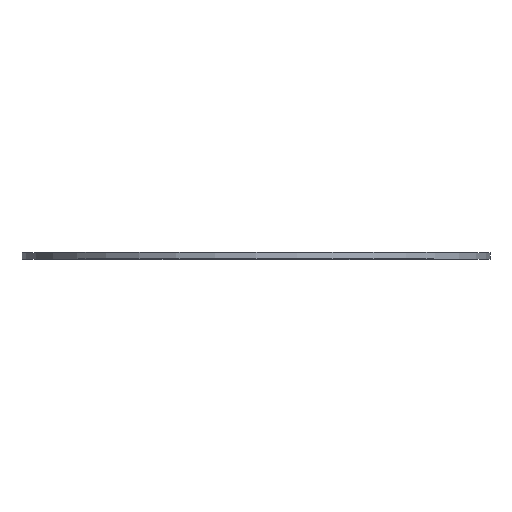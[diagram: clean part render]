
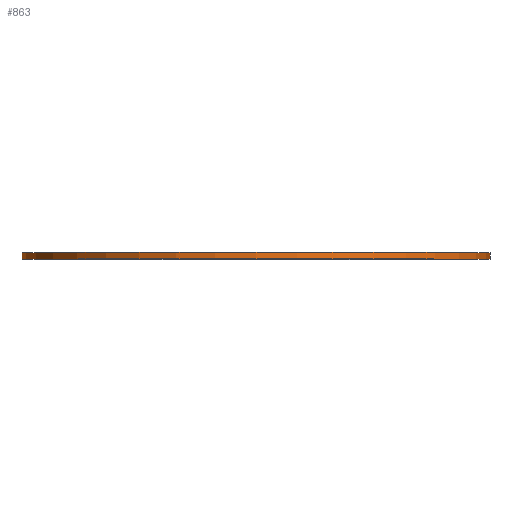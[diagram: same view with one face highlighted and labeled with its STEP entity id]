
A CAD part, top view. The second image highlights one B-rep face of the part: STEP entity #863.
In plain terms, the highlighted cylindrical face has radius 10.75 mm (diameter 21.5 mm), a full revolution.
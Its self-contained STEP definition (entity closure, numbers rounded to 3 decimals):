
#37=CIRCLE('',#941,10.75);
#38=CIRCLE('',#942,10.75);
#49=CYLINDRICAL_SURFACE('',#940,10.75);
#90=FACE_OUTER_BOUND('',#133,.T.);
#133=EDGE_LOOP('',(#705,#706,#707,#708));
#238=LINE('',#1423,#339);
#339=VECTOR('',#1171,10.75);
#420=VERTEX_POINT('',#1420);
#421=VERTEX_POINT('',#1422);
#542=EDGE_CURVE('',#420,#420,#37,.T.);
#543=EDGE_CURVE('',#420,#421,#238,.T.);
#544=EDGE_CURVE('',#421,#421,#38,.T.);
#705=ORIENTED_EDGE('',*,*,#542,.F.);
#706=ORIENTED_EDGE('',*,*,#543,.T.);
#707=ORIENTED_EDGE('',*,*,#544,.T.);
#708=ORIENTED_EDGE('',*,*,#543,.F.);
#863=ADVANCED_FACE('',(#90),#49,.T.);
#940=AXIS2_PLACEMENT_3D('',#1419,#1167,#1168);
#941=AXIS2_PLACEMENT_3D('',#1421,#1169,#1170);
#942=AXIS2_PLACEMENT_3D('',#1424,#1172,#1173);
#1167=DIRECTION('center_axis',(0.,1.,0.));
#1168=DIRECTION('ref_axis',(1.,0.,0.));
#1169=DIRECTION('center_axis',(0.,1.,0.));
#1170=DIRECTION('ref_axis',(1.,0.,0.));
#1171=DIRECTION('',(0.,-1.,0.));
#1172=DIRECTION('center_axis',(0.,1.,0.));
#1173=DIRECTION('ref_axis',(1.,0.,0.));
#1419=CARTESIAN_POINT('Origin',(0.,0.,0.));
#1420=CARTESIAN_POINT('',(-10.75,0.3,0.));
#1421=CARTESIAN_POINT('Origin',(0.,0.3,0.));
#1422=CARTESIAN_POINT('',(-10.75,0.,0.));
#1423=CARTESIAN_POINT('',(-10.75,0.,0.));
#1424=CARTESIAN_POINT('Origin',(0.,0.,0.));
